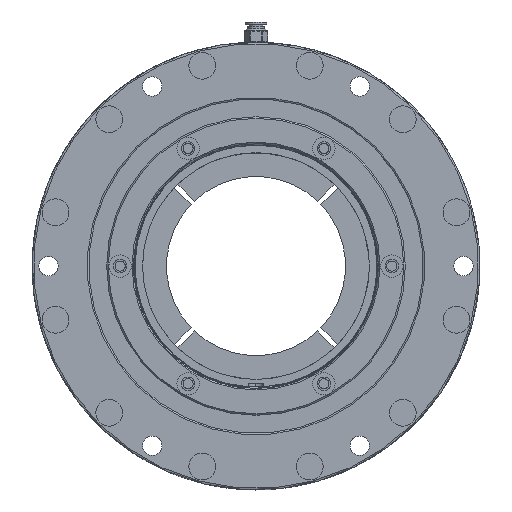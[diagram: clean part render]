
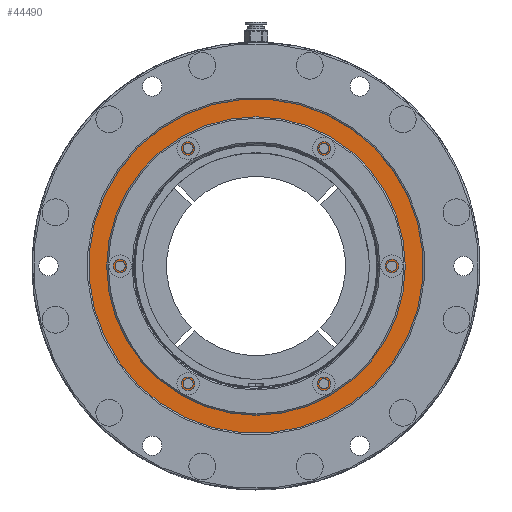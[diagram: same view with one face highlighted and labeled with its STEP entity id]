
A CAD part, front view. The second image highlights one B-rep face of the part: STEP entity #44490.
In plain terms, the highlighted planar face has unit normal (0, -1, 0).
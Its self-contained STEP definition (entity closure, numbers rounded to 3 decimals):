
#365 = ORIENTED_EDGE ( 'NONE', *, *, #26854, .T. ) ;
#1252 = DIRECTION ( 'NONE',  ( 0., 1., 0. ) ) ;
#1509 = EDGE_LOOP ( 'NONE', ( #35319 ) ) ;
#2477 = CARTESIAN_POINT ( 'NONE',  ( -48.784, 35., -79.688 ) ) ;
#2583 = FACE_BOUND ( 'NONE', #23558, .T. ) ;
#4110 = EDGE_LOOP ( 'NONE', ( #14127 ) ) ;
#4897 = VERTEX_POINT ( 'NONE', #17141 ) ;
#4920 = EDGE_CURVE ( 'NONE', #27801, #27801, #28490, .T. ) ;
#5282 = CARTESIAN_POINT ( 'NONE',  ( 45.5, 35., -78.808 ) ) ;
#5351 = CARTESIAN_POINT ( 'NONE',  ( 0., 35., 0. ) ) ;
#5421 = CIRCLE ( 'NONE', #42930, 3.4 ) ;
#6501 = EDGE_CURVE ( 'NONE', #24224, #24224, #18671, .T. ) ;
#6923 = FACE_BOUND ( 'NONE', #16527, .T. ) ;
#7018 = VERTEX_POINT ( 'NONE', #52941 ) ;
#7731 = DIRECTION ( 'NONE',  ( 0., -1., 0. ) ) ;
#8121 = CARTESIAN_POINT ( 'NONE',  ( 45.5, 35., 78.808 ) ) ;
#9770 = VERTEX_POINT ( 'NONE', #14408 ) ;
#9892 = CIRCLE ( 'NONE', #43957, 3.4 ) ;
#10212 = FACE_BOUND ( 'NONE', #24840, .T. ) ;
#10746 = DIRECTION ( 'NONE',  ( 0., 1., 0. ) ) ;
#11291 = ORIENTED_EDGE ( 'NONE', *, *, #6501, .F. ) ;
#12364 = DIRECTION ( 'NONE',  ( -0.966, 0., -0.259 ) ) ;
#12490 = CARTESIAN_POINT ( 'NONE',  ( -45.5, 35., -78.808 ) ) ;
#12899 = ORIENTED_EDGE ( 'NONE', *, *, #53326, .F. ) ;
#12929 = AXIS2_PLACEMENT_3D ( 'NONE', #5351, #1252, #45804 ) ;
#13454 = EDGE_CURVE ( 'NONE', #50771, #50771, #5421, .T. ) ;
#14127 = ORIENTED_EDGE ( 'NONE', *, *, #30202, .F. ) ;
#14408 = CARTESIAN_POINT ( 'NONE',  ( 81.621, 35., 21.87 ) ) ;
#15135 = FACE_BOUND ( 'NONE', #52173, .T. ) ;
#16527 = EDGE_LOOP ( 'NONE', ( #29266 ) ) ;
#17141 = CARTESIAN_POINT ( 'NONE',  ( -48.784, 35., 77.928 ) ) ;
#17483 = EDGE_CURVE ( 'NONE', #4897, #4897, #53809, .T. ) ;
#17492 = CIRCLE ( 'NONE', #35838, 3.4 ) ;
#17796 = DIRECTION ( 'NONE',  ( -0.966, 0., -0.259 ) ) ;
#18658 = FACE_OUTER_BOUND ( 'NONE', #35843, .T. ) ;
#18671 = CIRCLE ( 'NONE', #28250, 3.4 ) ;
#19181 = PLANE ( 'NONE',  #38559 ) ;
#19278 = DIRECTION ( 'NONE',  ( 0., -1., 0. ) ) ;
#19823 = DIRECTION ( 'NONE',  ( -0.966, 0., -0.259 ) ) ;
#20907 = DIRECTION ( 'NONE',  ( 0., -1., 0. ) ) ;
#21452 = AXIS2_PLACEMENT_3D ( 'NONE', #23620, #36556, #19823 ) ;
#22073 = DIRECTION ( 'NONE',  ( -0.966, 0., -0.259 ) ) ;
#23261 = FACE_BOUND ( 'NONE', #4110, .T. ) ;
#23558 = EDGE_LOOP ( 'NONE', ( #365 ) ) ;
#23620 = CARTESIAN_POINT ( 'NONE',  ( -45.5, 35., 78.808 ) ) ;
#24224 = VERTEX_POINT ( 'NONE', #2477 ) ;
#24339 = CARTESIAN_POINT ( 'NONE',  ( -91., 35., 0. ) ) ;
#24840 = EDGE_LOOP ( 'NONE', ( #11291 ) ) ;
#25314 = CARTESIAN_POINT ( 'NONE',  ( -94.284, 35., -0.88 ) ) ;
#25789 = CARTESIAN_POINT ( 'NONE',  ( 42.216, 35., -79.688 ) ) ;
#26328 = VERTEX_POINT ( 'NONE', #51791 ) ;
#26854 = EDGE_CURVE ( 'NONE', #9770, #9770, #40806, .T. ) ;
#27727 = CARTESIAN_POINT ( 'NONE',  ( 91., 35., 0. ) ) ;
#27801 = VERTEX_POINT ( 'NONE', #36350 ) ;
#28176 = AXIS2_PLACEMENT_3D ( 'NONE', #5282, #28540, #17796 ) ;
#28250 = AXIS2_PLACEMENT_3D ( 'NONE', #12490, #20907, #38434 ) ;
#28490 = CIRCLE ( 'NONE', #40737, 112. ) ;
#28540 = DIRECTION ( 'NONE',  ( 0., -1., 0. ) ) ;
#29266 = ORIENTED_EDGE ( 'NONE', *, *, #17483, .F. ) ;
#30202 = EDGE_CURVE ( 'NONE', #7018, #7018, #17492, .T. ) ;
#32143 = DIRECTION ( 'NONE',  ( 0., -1., 0. ) ) ;
#35110 = DIRECTION ( 'NONE',  ( 1., 0., 0. ) ) ;
#35319 = ORIENTED_EDGE ( 'NONE', *, *, #52261, .F. ) ;
#35644 = FACE_BOUND ( 'NONE', #1509, .T. ) ;
#35838 = AXIS2_PLACEMENT_3D ( 'NONE', #8121, #32143, #49649 ) ;
#35843 = EDGE_LOOP ( 'NONE', ( #41208 ) ) ;
#36350 = CARTESIAN_POINT ( 'NONE',  ( -108.184, 35., -28.988 ) ) ;
#36556 = DIRECTION ( 'NONE',  ( 0., -1., 0. ) ) ;
#36755 = EDGE_LOOP ( 'NONE', ( #12899 ) ) ;
#38434 = DIRECTION ( 'NONE',  ( -0.966, 0., -0.259 ) ) ;
#38559 = AXIS2_PLACEMENT_3D ( 'NONE', #40526, #10746, #35110 ) ;
#40526 = CARTESIAN_POINT ( 'NONE',  ( -21.611, 35., 80.655 ) ) ;
#40737 = AXIS2_PLACEMENT_3D ( 'NONE', #51624, #43426, #22073 ) ;
#40806 = CIRCLE ( 'NONE', #12929, 84.5 ) ;
#41208 = ORIENTED_EDGE ( 'NONE', *, *, #4920, .T. ) ;
#41292 = CIRCLE ( 'NONE', #28176, 3.4 ) ;
#42930 = AXIS2_PLACEMENT_3D ( 'NONE', #24339, #7731, #12364 ) ;
#43426 = DIRECTION ( 'NONE',  ( 0., -1., 0. ) ) ;
#43957 = AXIS2_PLACEMENT_3D ( 'NONE', #27727, #19278, #45530 ) ;
#44490 = ADVANCED_FACE ( 'NONE', ( #18658, #2583, #52032, #10212, #15135, #6923, #23261, #35644 ), #19181, .F. ) ;
#45530 = DIRECTION ( 'NONE',  ( -0.966, 0., -0.259 ) ) ;
#45804 = DIRECTION ( 'NONE',  ( 0.966, 0., 0.259 ) ) ;
#49649 = DIRECTION ( 'NONE',  ( -0.966, 0., -0.259 ) ) ;
#50714 = VERTEX_POINT ( 'NONE', #25789 ) ;
#50771 = VERTEX_POINT ( 'NONE', #25314 ) ;
#51265 = ORIENTED_EDGE ( 'NONE', *, *, #13454, .F. ) ;
#51624 = CARTESIAN_POINT ( 'NONE',  ( 0., 35., 0. ) ) ;
#51791 = CARTESIAN_POINT ( 'NONE',  ( 87.716, 35., -0.88 ) ) ;
#52032 = FACE_BOUND ( 'NONE', #36755, .T. ) ;
#52173 = EDGE_LOOP ( 'NONE', ( #51265 ) ) ;
#52261 = EDGE_CURVE ( 'NONE', #26328, #26328, #9892, .T. ) ;
#52941 = CARTESIAN_POINT ( 'NONE',  ( 42.216, 35., 77.928 ) ) ;
#53326 = EDGE_CURVE ( 'NONE', #50714, #50714, #41292, .T. ) ;
#53809 = CIRCLE ( 'NONE', #21452, 3.4 ) ;
